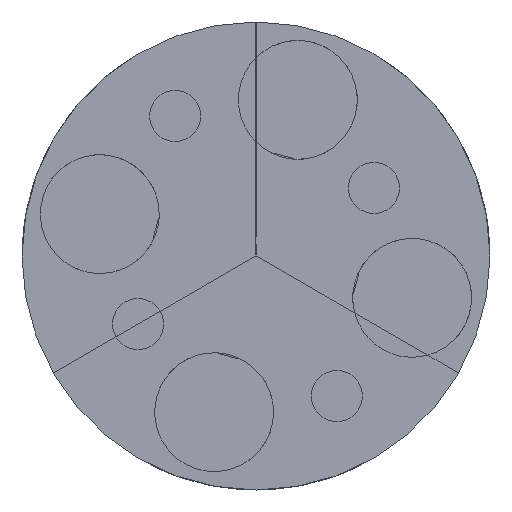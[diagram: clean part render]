
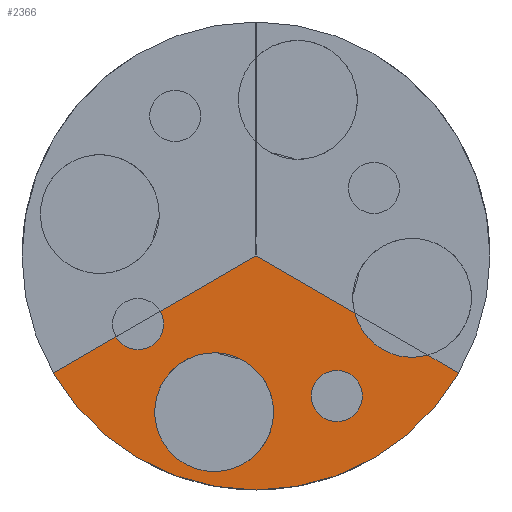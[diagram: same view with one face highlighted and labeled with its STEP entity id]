
A CAD part, front view. The second image highlights one B-rep face of the part: STEP entity #2366.
In plain terms, the highlighted planar face has unit normal (0, -1, 0).
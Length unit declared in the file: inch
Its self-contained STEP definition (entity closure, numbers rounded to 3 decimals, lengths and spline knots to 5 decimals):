
#40=PLANE('',#2531);
#226=FACE_BOUND('',#427,.T.);
#227=FACE_BOUND('',#428,.T.);
#280=FACE_OUTER_BOUND('',#426,.T.);
#426=EDGE_LOOP('',(#1694,#1695,#1696,#1697,#1698,#1699,#1700));
#427=EDGE_LOOP('',(#1701));
#428=EDGE_LOOP('',(#1702));
#611=CIRCLE('',#2513,0.1375);
#613=CIRCLE('',#2516,0.05906);
#615=CIRCLE('',#2519,0.05906);
#617=CIRCLE('',#2522,0.1375);
#623=CIRCLE('',#2532,0.54134);
#773=LINE('',#3628,#944);
#776=LINE('',#3634,#947);
#777=LINE('',#3643,#948);
#778=LINE('',#3646,#949);
#944=VECTOR('',#2848,0.26362);
#947=VECTOR('',#2853,0.16732);
#948=VECTOR('',#2866,0.25591);
#949=VECTOR('',#2869,0.08242);
#1100=VERTEX_POINT('',#3560);
#1102=VERTEX_POINT('',#3564);
#1104=VERTEX_POINT('',#3570);
#1106=VERTEX_POINT('',#3574);
#1108=VERTEX_POINT('',#3578);
#1111=VERTEX_POINT('',#3599);
#1124=VERTEX_POINT('',#3626);
#1126=VERTEX_POINT('',#3632);
#1129=VERTEX_POINT('',#3644);
#1332=EDGE_CURVE('',#1100,#1102,#611,.T.);
#1334=EDGE_CURVE('',#1104,#1104,#613,.T.);
#1338=EDGE_CURVE('',#1106,#1108,#615,.T.);
#1341=EDGE_CURVE('',#1111,#1111,#617,.T.);
#1355=EDGE_CURVE('',#1102,#1124,#773,.T.);
#1358=EDGE_CURVE('',#1108,#1126,#776,.T.);
#1363=EDGE_CURVE('',#1124,#1106,#777,.T.);
#1364=EDGE_CURVE('',#1126,#1129,#623,.T.);
#1365=EDGE_CURVE('',#1129,#1100,#778,.T.);
#1694=ORIENTED_EDGE('',*,*,#1332,.T.);
#1695=ORIENTED_EDGE('',*,*,#1355,.T.);
#1696=ORIENTED_EDGE('',*,*,#1363,.T.);
#1697=ORIENTED_EDGE('',*,*,#1338,.T.);
#1698=ORIENTED_EDGE('',*,*,#1358,.T.);
#1699=ORIENTED_EDGE('',*,*,#1364,.T.);
#1700=ORIENTED_EDGE('',*,*,#1365,.T.);
#1701=ORIENTED_EDGE('',*,*,#1341,.T.);
#1702=ORIENTED_EDGE('',*,*,#1334,.T.);
#2366=ADVANCED_FACE('',(#280,#226,#227),#40,.F.);
#2513=AXIS2_PLACEMENT_3D('',#3566,#2810,#2811);
#2516=AXIS2_PLACEMENT_3D('',#3571,#2816,#2817);
#2519=AXIS2_PLACEMENT_3D('',#3580,#2824,#2825);
#2522=AXIS2_PLACEMENT_3D('',#3600,#2830,#2831);
#2531=AXIS2_PLACEMENT_3D('',#3642,#2864,#2865);
#2532=AXIS2_PLACEMENT_3D('',#3645,#2867,#2868);
#2810=DIRECTION('center_axis',(0.,1.,0.));
#2811=DIRECTION('ref_axis',(-0.5,0.,0.866));
#2816=DIRECTION('center_axis',(0.,1.,0.));
#2817=DIRECTION('ref_axis',(-0.5,0.,0.866));
#2824=DIRECTION('center_axis',(0.,1.,0.));
#2825=DIRECTION('ref_axis',(-0.5,0.,0.866));
#2830=DIRECTION('center_axis',(0.,1.,0.));
#2831=DIRECTION('ref_axis',(-0.5,0.,0.866));
#2848=DIRECTION('',(-0.866,0.,0.5));
#2853=DIRECTION('',(-0.866,0.,-0.5));
#2864=DIRECTION('center_axis',(0.,1.,0.));
#2865=DIRECTION('ref_axis',(-0.866,0.,0.5));
#2866=DIRECTION('',(-0.866,0.,-0.5));
#2867=DIRECTION('center_axis',(0.,-1.,0.));
#2868=DIRECTION('ref_axis',(-0.5,0.,-0.866));
#2869=DIRECTION('',(-0.866,0.,0.5));
#3560=CARTESIAN_POINT('',(0.39744,1.1811,-0.22946));
#3564=CARTESIAN_POINT('',(0.2283,1.1811,-0.13181));
#3566=CARTESIAN_POINT('Origin',(0.36127,1.1811,-0.0968));
#3570=CARTESIAN_POINT('',(0.21654,1.1811,-0.37505));
#3571=CARTESIAN_POINT('Origin',(0.18701,1.1811,-0.32391));
#3574=CARTESIAN_POINT('',(-0.22162,1.1811,-0.12795));
#3578=CARTESIAN_POINT('',(-0.32391,1.1811,-0.18701));
#3580=CARTESIAN_POINT('Origin',(-0.27276,1.1811,-0.15748));
#3599=CARTESIAN_POINT('',(-0.02805,1.1811,-0.48035));
#3600=CARTESIAN_POINT('Origin',(-0.0968,1.1811,-0.36127));
#3626=CARTESIAN_POINT('',(0.,1.1811,0.));
#3628=CARTESIAN_POINT('',(0.46881,1.1811,-0.27067));
#3632=CARTESIAN_POINT('',(-0.46881,1.1811,-0.27067));
#3634=CARTESIAN_POINT('',(0.,1.1811,0.));
#3642=CARTESIAN_POINT('Origin',(0.,1.1811,
-0.27274));
#3643=CARTESIAN_POINT('',(0.,1.1811,0.));
#3644=CARTESIAN_POINT('',(0.46881,1.1811,-0.27067));
#3645=CARTESIAN_POINT('Origin',(0.,1.1811,
0.));
#3646=CARTESIAN_POINT('',(0.46881,1.1811,-0.27067));
